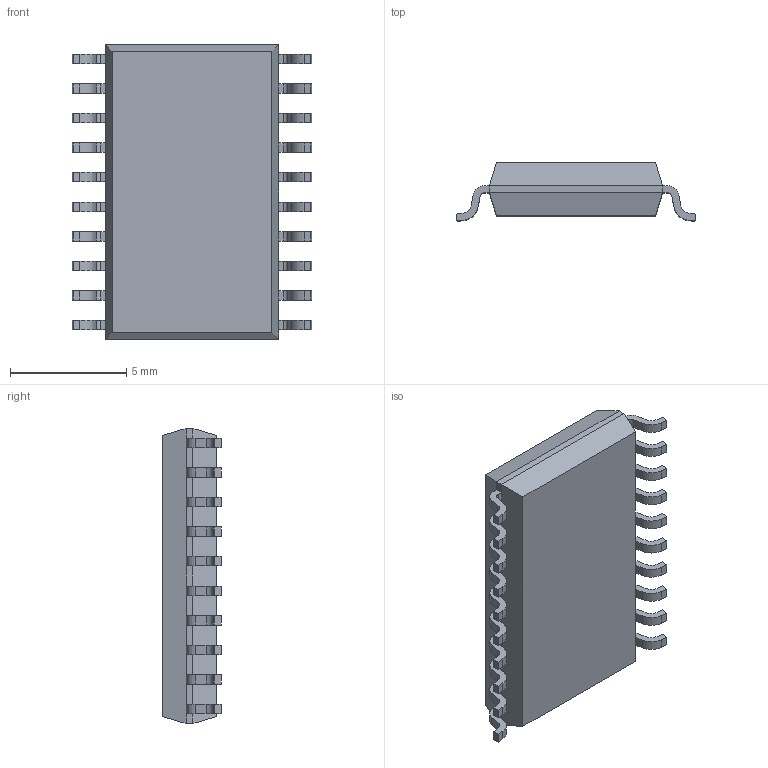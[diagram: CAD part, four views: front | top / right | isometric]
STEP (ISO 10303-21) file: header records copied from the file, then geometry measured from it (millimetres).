
FILE_DESCRIPTION (( 'STEP AP214' ), '1' );
FILE_NAME ('9E504044-BABF-4B16-BC9C-FE14EEABBF76.STEP', '2024-01-07T16:29:43', ( '' ), ( '' ), 'SwSTEP 2.0', 'SolidWorks 2022', '' );
FILE_SCHEMA (( 'AUTOMOTIVE_DESIGN' ));
Length unit declared in the file: millimetre
Products named in the file (1): 9E504044-BABF-4B16-BC9C-FE14EEABBF76
Bounding box: 10.31 x 2.52 x 12.7 mm (x, y, z)
Volume: 210.9 mm3; surface area: 320.7 mm2
Topology: 1 solids, 1 shells, 297 faces, 794 edges, 500 vertices
Faces by surface type: plane 215, cylinder 82
Entity records: 12409 total; most frequent: CARTESIAN_POINT 1592, ORIENTED_EDGE 1588, DIRECTION 1554, EDGE_CURVE 794, VECTOR 630, LINE 630, VERTEX_POINT 500, AXIS2_PLACEMENT_3D 462
